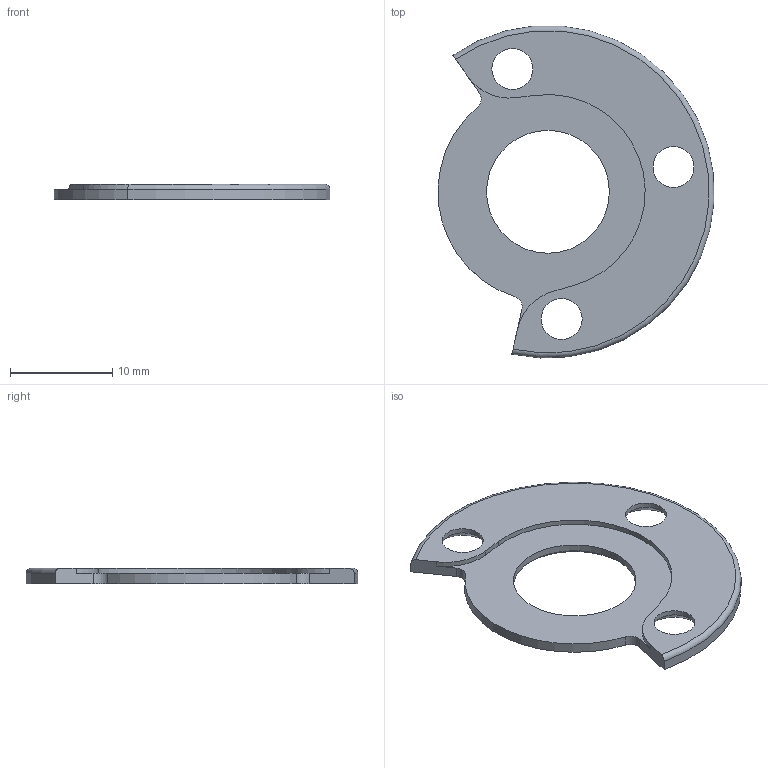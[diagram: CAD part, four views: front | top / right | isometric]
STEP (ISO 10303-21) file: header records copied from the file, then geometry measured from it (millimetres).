
FILE_DESCRIPTION( ( 'STEP AP203' ), '1' );
FILE_NAME( ' ', ' ', ( ' ' ), ( ' ' ), 'PSStep 10.0', ' ', ' ' );
FILE_SCHEMA( ( 'CONFIG_CONTROL_DESIGN' ) );
Length unit declared in the file: millimetre
Products named in the file (1): 1
Bounding box: 26.95 x 32.43 x 1.5 mm (x, y, z)
Volume: 630.2 mm3; surface area: 1226 mm2
Topology: 1 solids, 1 shells, 23 faces, 60 edges, 39 vertices
Faces by surface type: cylinder 11, plane 7, cone 4, torus 1
Full cylindrical faces by diameter (mm): 4 x3, 12 x1
Entity records: 730 total; most frequent: DIRECTION 128, CARTESIAN_POINT 113, ORIENTED_EDGE 102, AXIS2_PLACEMENT_3D 53, EDGE_CURVE 51, EDGE_LOOP 39, VERTEX_POINT 38, CIRCLE 29
